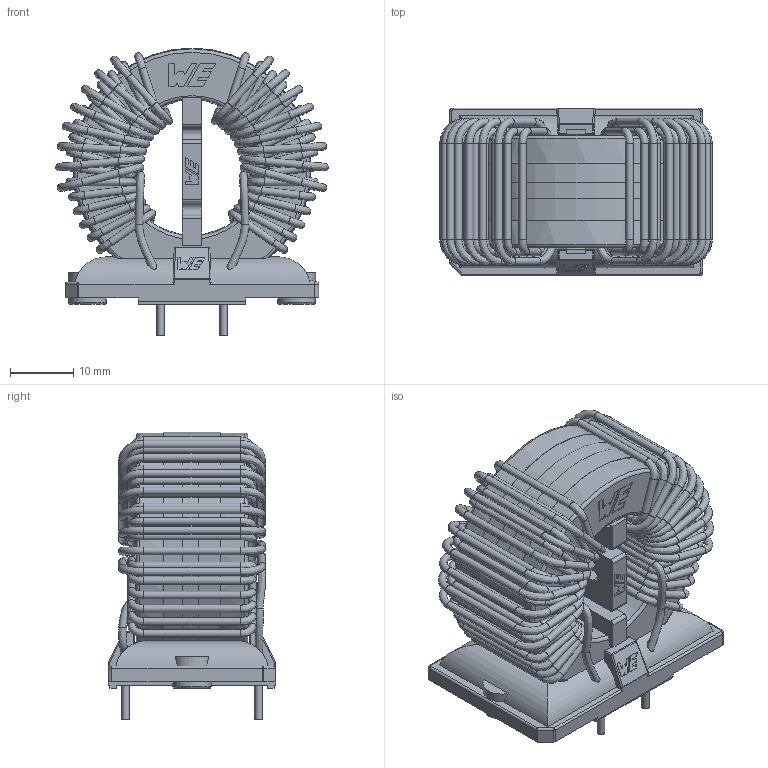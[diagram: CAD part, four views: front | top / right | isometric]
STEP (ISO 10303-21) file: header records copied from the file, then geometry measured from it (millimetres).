
FILE_DESCRIPTION(/* description */ ('Unknown'),/* implementation_level */ '2;1');
FILE_NAME(/* name */ '7448060814_Rev1.1',/* time_stamp */ '2024-01-10T11:08:36+01:00',/* author */ ('Unknown'),/* organization */ ('Unknown'),/* preprocessor_version */ 'ST-DEVELOPER v16.7',/* originating_system */ 'Solid Edge',/* authorisation */ 'Unknown');
FILE_SCHEMA (('AUTOMOTIVE_DESIGN {1 0 10303 214 3 1 1}'));
Length unit declared in the file: millimetre
Products named in the file (10): 7448060814; CASE-T3424_Rev1; CASE-T3424-A_Rev1.1; CORE-342415_Rev1.1; CASE-T3424-B_Rev1.1; t36-base_Rev1.1; turns; spacer-2320-1_Rev1.1; Glue; Tape
Assembly tree (9 placements, depth 3):
  7448060814
    CASE-T3424_Rev1
      CASE-T3424-A_Rev1.1
      CORE-342415_Rev1.1
      CASE-T3424-B_Rev1.1
    t36-base_Rev1.1
    turns
    spacer-2320-1_Rev1.1
    Glue
    Tape
Bounding box: 43 x 26.5 x 45.45 mm (x, y, z)
Volume: 21323.6 mm3; surface area: 33064.8 mm2
Topology: 11 solids, 11 shells, 1147 faces, 2960 edges, 1784 vertices
Faces by surface type: plane 500, cylinder 366, torus 125, bspline 111, cone 27, sphere 18
Full cylindrical faces by diameter (mm): 1.2 x164, 1.4 x4, 1.7 x8, 2.4 x4, 6 x2, 21.5 x1, 23.4 x2, 24 x1, 34 x1, 34.8 x2, 37.5 x1, 37.6 x1, 37.7 x1
Entity records: 61267 total; most frequent: CARTESIAN_POINT 31314, DIRECTION 5213, ORIENTED_EDGE 4814, EDGE_CURVE 2407, AXIS2_PLACEMENT_3D 1891, VERTEX_POINT 1677, EDGE_LOOP 1652, FACE_BOUND 1652
